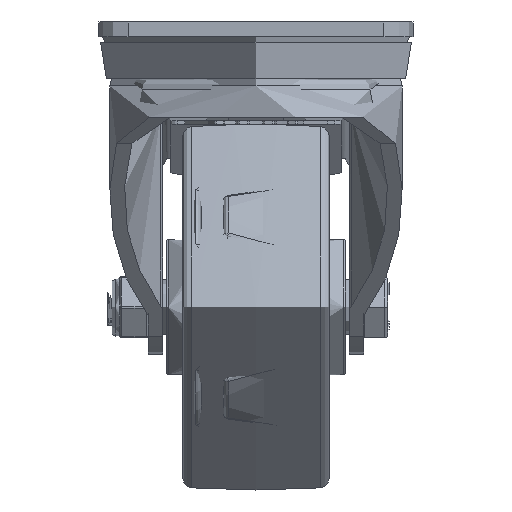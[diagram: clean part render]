
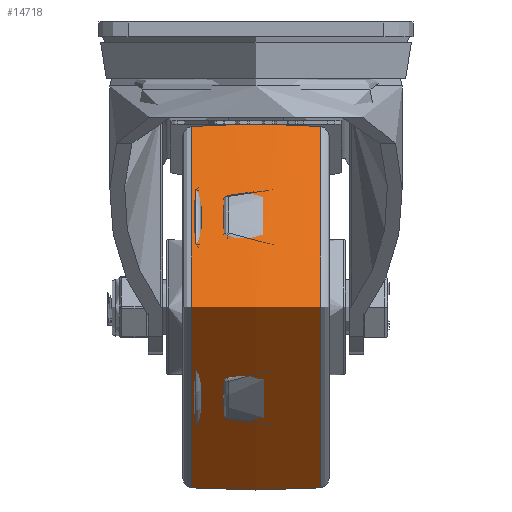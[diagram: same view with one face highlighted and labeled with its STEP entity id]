
A CAD part, left-side view. The second image highlights one B-rep face of the part: STEP entity #14718.
In plain terms, the highlighted free-form (B-spline) face has degree [2, 2] with [3, 9] control points.
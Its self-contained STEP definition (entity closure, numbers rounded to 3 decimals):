
#69=(
BOUNDED_SURFACE()
B_SPLINE_SURFACE(2,2,((#24533,#24534,#24535,#24536,#24537,#24538,#24539,
#24540,#24541),(#24542,#24543,#24544,#24545,#24546,#24547,#24548,#24549,
#24550),(#24551,#24552,#24553,#24554,#24555,#24556,#24557,#24558,#24559)),
 .UNSPECIFIED.,.F.,.T.,.F.)
B_SPLINE_SURFACE_WITH_KNOTS((3,3),(3,2,2,2,3),(-0.066,0.066),
(-3.142,-1.571,0.,1.571,3.142),
 .UNSPECIFIED.)
GEOMETRIC_REPRESENTATION_ITEM()
RATIONAL_B_SPLINE_SURFACE(((1.,0.707,1.,0.707,1.,
0.707,1.,0.707,1.),(0.998,0.706,
0.998,0.706,0.998,0.706,
0.998,0.706,0.998),(1.,0.707,
1.,0.707,1.,0.707,1.,0.707,1.)))
REPRESENTATION_ITEM('')
SURFACE()
);
#1740=FACE_OUTER_BOUND('',#2648,.T.);
#2648=EDGE_LOOP('',(#11807,#11808,#11809,#11810));
#5641=CIRCLE('',#16111,49.415);
#5642=CIRCLE('',#16112,267.042);
#5643=CIRCLE('',#16113,49.415);
#6761=VERTEX_POINT('',#24530);
#6762=VERTEX_POINT('',#24560);
#8515=EDGE_CURVE('',#6761,#6761,#5641,.T.);
#8516=EDGE_CURVE('',#6761,#6762,#5642,.T.);
#8517=EDGE_CURVE('',#6762,#6762,#5643,.T.);
#11807=ORIENTED_EDGE('',*,*,#8515,.F.);
#11808=ORIENTED_EDGE('',*,*,#8516,.T.);
#11809=ORIENTED_EDGE('',*,*,#8517,.T.);
#11810=ORIENTED_EDGE('',*,*,#8516,.F.);
#14718=ADVANCED_FACE('',(#1740),#69,.F.);
#16111=AXIS2_PLACEMENT_3D('',#24532,#19068,#19069);
#16112=AXIS2_PLACEMENT_3D('',#24561,#19070,#19071);
#16113=AXIS2_PLACEMENT_3D('',#24562,#19072,#19073);
#19068=DIRECTION('center_axis',(0.,-1.,0.));
#19069=DIRECTION('ref_axis',(0.,0.,1.));
#19070=DIRECTION('center_axis',(-1.,0.,0.));
#19071=DIRECTION('ref_axis',(0.,0.,1.));
#19072=DIRECTION('center_axis',(0.,-1.,0.));
#19073=DIRECTION('ref_axis',(0.,0.,1.));
#24530=CARTESIAN_POINT('',(0.,-17.665,49.415));
#24532=CARTESIAN_POINT('Origin',(0.,-17.665,0.));
#24533=CARTESIAN_POINT('Ctrl Pts',(0.,17.665,49.415));
#24534=CARTESIAN_POINT('Ctrl Pts',(-49.415,17.665,49.415));
#24535=CARTESIAN_POINT('Ctrl Pts',(-49.415,17.665,0.));
#24536=CARTESIAN_POINT('Ctrl Pts',(-49.415,17.665,-49.415));
#24537=CARTESIAN_POINT('Ctrl Pts',(0.,17.665,-49.415));
#24538=CARTESIAN_POINT('Ctrl Pts',(49.415,17.665,-49.415));
#24539=CARTESIAN_POINT('Ctrl Pts',(49.415,17.665,0.));
#24540=CARTESIAN_POINT('Ctrl Pts',(49.415,17.665,49.415));
#24541=CARTESIAN_POINT('Ctrl Pts',(0.,17.665,49.415));
#24542=CARTESIAN_POINT('Ctrl Pts',(0.,0.,50.586));
#24543=CARTESIAN_POINT('Ctrl Pts',(-50.586,0.,
50.586));
#24544=CARTESIAN_POINT('Ctrl Pts',(-50.586,0.,
0.));
#24545=CARTESIAN_POINT('Ctrl Pts',(-50.586,0.,
-50.586));
#24546=CARTESIAN_POINT('Ctrl Pts',(0.,0.,-50.586));
#24547=CARTESIAN_POINT('Ctrl Pts',(50.586,0.,
-50.586));
#24548=CARTESIAN_POINT('Ctrl Pts',(50.586,0.,
0.));
#24549=CARTESIAN_POINT('Ctrl Pts',(50.586,0.,
50.586));
#24550=CARTESIAN_POINT('Ctrl Pts',(0.,0.,50.586));
#24551=CARTESIAN_POINT('Ctrl Pts',(0.,-17.665,49.415));
#24552=CARTESIAN_POINT('Ctrl Pts',(-49.415,-17.665,
49.415));
#24553=CARTESIAN_POINT('Ctrl Pts',(-49.415,-17.665,
0.));
#24554=CARTESIAN_POINT('Ctrl Pts',(-49.415,-17.665,
-49.415));
#24555=CARTESIAN_POINT('Ctrl Pts',(0.,-17.665,-49.415));
#24556=CARTESIAN_POINT('Ctrl Pts',(49.415,-17.665,-49.415));
#24557=CARTESIAN_POINT('Ctrl Pts',(49.415,-17.665,0.));
#24558=CARTESIAN_POINT('Ctrl Pts',(49.415,-17.665,49.415));
#24559=CARTESIAN_POINT('Ctrl Pts',(0.,-17.665,49.415));
#24560=CARTESIAN_POINT('',(0.,17.665,49.415));
#24561=CARTESIAN_POINT('Origin',(0.,0.,
-217.042));
#24562=CARTESIAN_POINT('Origin',(0.,17.665,0.));
